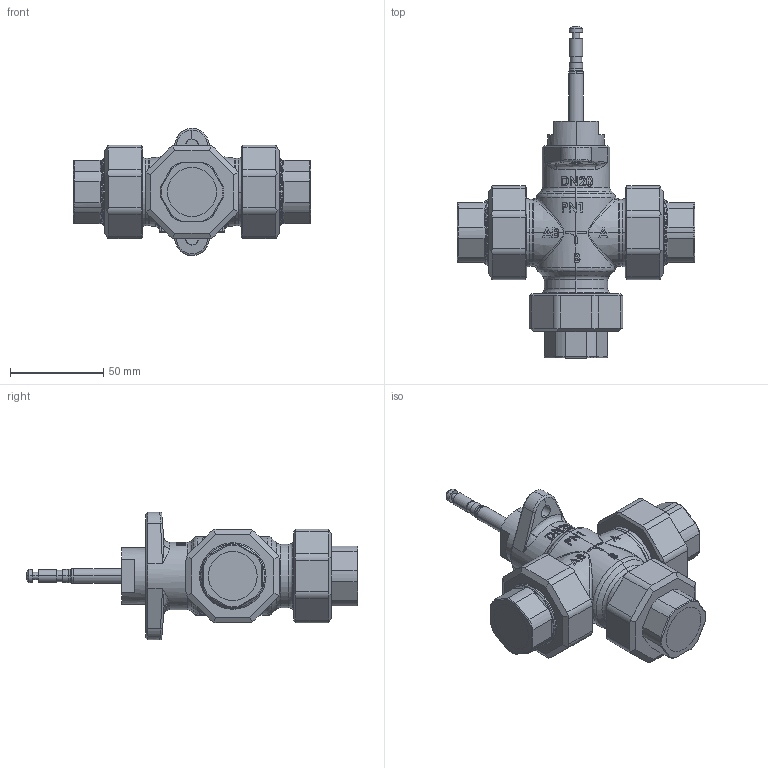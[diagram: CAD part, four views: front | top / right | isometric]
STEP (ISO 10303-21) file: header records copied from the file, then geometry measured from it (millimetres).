
FILE_DESCRIPTION (( 'STEP AP203' ), '1' );
FILE_NAME ('316RA_DN20_DEF.STEP', '2012-02-14T08:54:29', ( 'test' ), ( '' ), 'SwSTEP 2.0', 'SolidWorks 2011', '' );
FILE_SCHEMA (( 'CONFIG_CONTROL_DESIGN' ));
Length unit declared in the file: millimetre
Products named in the file (1): 316RA_DN20_DEF
Bounding box: 127.08 x 177.73 x 68.2 mm (x, y, z)
Volume: 273244.5 mm3; surface area: 46340 mm2
Topology: 1 solids, 4 shells, 736 faces, 1907 edges, 1182 vertices
Faces by surface type: plane 321, cylinder 161, bspline 149, torus 57, cone 46, sphere 2
Entity records: 32478 total; most frequent: CARTESIAN_POINT 16266, ORIENTED_EDGE 3746, DIRECTION 2902, EDGE_CURVE 1873, VERTEX_POINT 1182, AXIS2_PLACEMENT_3D 1051, VECTOR 800, LINE 800
